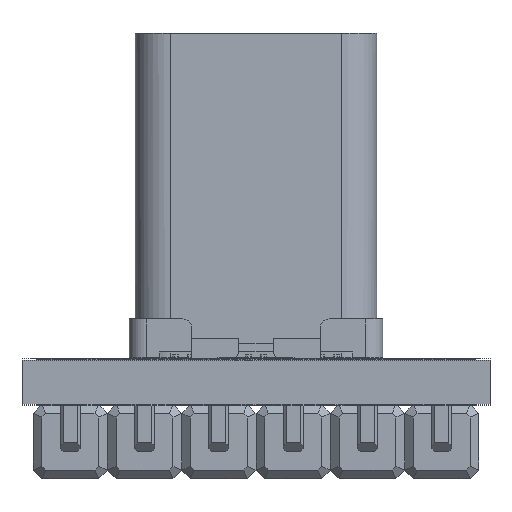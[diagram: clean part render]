
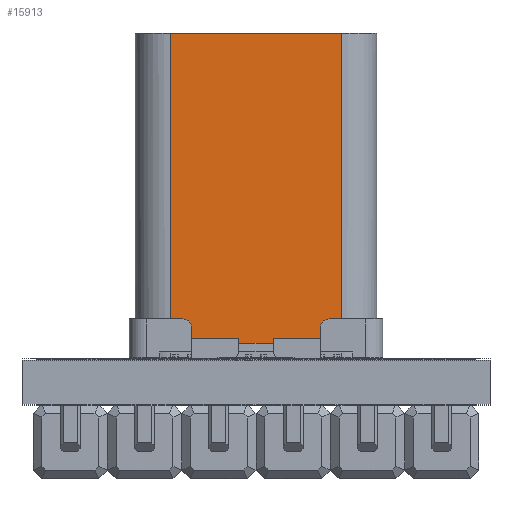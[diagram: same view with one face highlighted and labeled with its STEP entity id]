
A CAD part, left-side view. The second image highlights one B-rep face of the part: STEP entity #15913.
In plain terms, the highlighted face is planar.
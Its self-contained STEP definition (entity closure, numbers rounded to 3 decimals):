
#14165 = VERTEX_POINT('',#14166);
#14166 = CARTESIAN_POINT('',(-1.7,-1.2,0.5));
#14172 = EDGE_CURVE('',#14173,#14165,#14175,.T.);
#14173 = VERTEX_POINT('',#14174);
#14174 = CARTESIAN_POINT('',(-1.1,-1.2,0.5));
#14175 = LINE('',#14176,#14177);
#14176 = CARTESIAN_POINT('',(2.925,-1.2,0.5));
#14177 = VECTOR('',#14178,1.);
#14178 = DIRECTION('',(-1.,0.,0.));
#14209 = VERTEX_POINT('',#14210);
#14210 = CARTESIAN_POINT('',(1.1,-1.2,0.5));
#14216 = EDGE_CURVE('',#14217,#14209,#14219,.T.);
#14217 = VERTEX_POINT('',#14218);
#14218 = CARTESIAN_POINT('',(1.7,-1.2,0.5));
#14219 = LINE('',#14220,#14221);
#14220 = CARTESIAN_POINT('',(2.925,-1.2,0.5));
#14221 = VECTOR('',#14222,1.);
#14222 = DIRECTION('',(-1.,0.,0.));
#14258 = VERTEX_POINT('',#14259);
#14259 = CARTESIAN_POINT('',(-0.6,-1.2,0.5));
#14265 = EDGE_CURVE('',#14266,#14258,#14268,.T.);
#14266 = VERTEX_POINT('',#14267);
#14267 = CARTESIAN_POINT('',(0.6,-1.2,0.5));
#14268 = LINE('',#14269,#14270);
#14269 = CARTESIAN_POINT('',(2.925,-1.2,0.5));
#14270 = VECTOR('',#14271,1.);
#14271 = DIRECTION('',(-1.,0.,0.));
#14296 = VERTEX_POINT('',#14297);
#14297 = CARTESIAN_POINT('',(2.2,-1.2,0.5));
#14303 = EDGE_CURVE('',#14304,#14296,#14306,.T.);
#14304 = VERTEX_POINT('',#14305);
#14305 = CARTESIAN_POINT('',(2.925,-1.2,0.5));
#14306 = LINE('',#14307,#14308);
#14307 = CARTESIAN_POINT('',(2.925,-1.2,0.5));
#14308 = VECTOR('',#14309,1.);
#14309 = DIRECTION('',(-1.,0.,0.));
#14354 = VERTEX_POINT('',#14355);
#14355 = CARTESIAN_POINT('',(-2.925,-1.2,0.5));
#14362 = EDGE_CURVE('',#14363,#14354,#14365,.T.);
#14363 = VERTEX_POINT('',#14364);
#14364 = CARTESIAN_POINT('',(-2.2,-1.2,0.5));
#14365 = LINE('',#14366,#14367);
#14366 = CARTESIAN_POINT('',(2.925,-1.2,0.5));
#14367 = VECTOR('',#14368,1.);
#14368 = DIRECTION('',(-1.,0.,0.));
#14620 = EDGE_CURVE('',#14621,#14258,#14623,.T.);
#14621 = VERTEX_POINT('',#14622);
#14622 = CARTESIAN_POINT('',(-0.6,-1.2,0.65));
#14623 = LINE('',#14624,#14625);
#14624 = CARTESIAN_POINT('',(-0.6,-1.2,0.5));
#14625 = VECTOR('',#14626,1.);
#14626 = DIRECTION('',(0.,0.,-1.));
#15337 = VERTEX_POINT('',#15338);
#15338 = CARTESIAN_POINT('',(-1.1,-1.2,0.65));
#15344 = EDGE_CURVE('',#14173,#15337,#15345,.T.);
#15345 = LINE('',#15346,#15347);
#15346 = CARTESIAN_POINT('',(-1.1,-1.2,0.5));
#15347 = VECTOR('',#15348,1.);
#15348 = DIRECTION('',(0.,0.,1.));
#15390 = VERTEX_POINT('',#15391);
#15391 = CARTESIAN_POINT('',(-2.2,-1.2,0.65));
#15397 = EDGE_CURVE('',#14363,#15390,#15398,.T.);
#15398 = LINE('',#15399,#15400);
#15399 = CARTESIAN_POINT('',(-2.2,-1.2,0.5));
#15400 = VECTOR('',#15401,1.);
#15401 = DIRECTION('',(0.,0.,1.));
#15414 = EDGE_CURVE('',#15415,#14165,#15417,.T.);
#15415 = VERTEX_POINT('',#15416);
#15416 = CARTESIAN_POINT('',(-1.7,-1.2,0.65));
#15417 = LINE('',#15418,#15419);
#15418 = CARTESIAN_POINT('',(-1.7,-1.2,0.5));
#15419 = VECTOR('',#15420,1.);
#15420 = DIRECTION('',(0.,0.,-1.));
#15438 = EDGE_CURVE('',#15390,#15415,#15439,.T.);
#15439 = LINE('',#15440,#15441);
#15440 = CARTESIAN_POINT('',(-2.163,-1.2,0.65));
#15441 = VECTOR('',#15442,1.);
#15442 = DIRECTION('',(1.,0.,0.));
#15447 = EDGE_CURVE('',#15337,#14621,#15448,.T.);
#15448 = LINE('',#15449,#15450);
#15449 = CARTESIAN_POINT('',(-2.163,-1.2,0.65));
#15450 = VECTOR('',#15451,1.);
#15451 = DIRECTION('',(1.,0.,0.));
#15473 = VERTEX_POINT('',#15474);
#15474 = CARTESIAN_POINT('',(0.6,-1.2,0.65));
#15480 = EDGE_CURVE('',#14266,#15473,#15481,.T.);
#15481 = LINE('',#15482,#15483);
#15482 = CARTESIAN_POINT('',(0.6,-1.2,0.5));
#15483 = VECTOR('',#15484,1.);
#15484 = DIRECTION('',(0.,0.,1.));
#15497 = EDGE_CURVE('',#15498,#14209,#15500,.T.);
#15498 = VERTEX_POINT('',#15499);
#15499 = CARTESIAN_POINT('',(1.1,-1.2,0.65));
#15500 = LINE('',#15501,#15502);
#15501 = CARTESIAN_POINT('',(1.1,-1.2,0.5));
#15502 = VECTOR('',#15503,1.);
#15503 = DIRECTION('',(0.,0.,-1.));
#15556 = VERTEX_POINT('',#15557);
#15557 = CARTESIAN_POINT('',(1.7,-1.2,0.65));
#15563 = EDGE_CURVE('',#14217,#15556,#15564,.T.);
#15564 = LINE('',#15565,#15566);
#15565 = CARTESIAN_POINT('',(1.7,-1.2,0.5));
#15566 = VECTOR('',#15567,1.);
#15567 = DIRECTION('',(0.,0.,1.));
#15580 = EDGE_CURVE('',#15581,#14296,#15583,.T.);
#15581 = VERTEX_POINT('',#15582);
#15582 = CARTESIAN_POINT('',(2.2,-1.2,0.65));
#15583 = LINE('',#15584,#15585);
#15584 = CARTESIAN_POINT('',(2.2,-1.2,0.5));
#15585 = VECTOR('',#15586,1.);
#15586 = DIRECTION('',(0.,0.,-1.));
#15634 = EDGE_CURVE('',#15556,#15581,#15635,.T.);
#15635 = LINE('',#15636,#15637);
#15636 = CARTESIAN_POINT('',(-0.763,-1.2,0.65));
#15637 = VECTOR('',#15638,1.);
#15638 = DIRECTION('',(1.,0.,0.));
#15643 = EDGE_CURVE('',#15473,#15498,#15644,.T.);
#15644 = LINE('',#15645,#15646);
#15645 = CARTESIAN_POINT('',(-0.763,-1.2,0.65));
#15646 = VECTOR('',#15647,1.);
#15647 = DIRECTION('',(1.,0.,0.));
#15913 = ADVANCED_FACE('',(#15914),#15955,.T.);
#15914 = FACE_BOUND('',#15915,.T.);
#15915 = EDGE_LOOP('',(#15916,#15917,#15918,#15919,#15920,#15921,#15922,
    #15923,#15924,#15925,#15926,#15934,#15942,#15948,#15949,#15950,
    #15951,#15952,#15953,#15954));
#15916 = ORIENTED_EDGE('',*,*,#14620,.T.);
#15917 = ORIENTED_EDGE('',*,*,#14265,.F.);
#15918 = ORIENTED_EDGE('',*,*,#15480,.T.);
#15919 = ORIENTED_EDGE('',*,*,#15643,.T.);
#15920 = ORIENTED_EDGE('',*,*,#15497,.T.);
#15921 = ORIENTED_EDGE('',*,*,#14216,.F.);
#15922 = ORIENTED_EDGE('',*,*,#15563,.T.);
#15923 = ORIENTED_EDGE('',*,*,#15634,.T.);
#15924 = ORIENTED_EDGE('',*,*,#15580,.T.);
#15925 = ORIENTED_EDGE('',*,*,#14303,.F.);
#15926 = ORIENTED_EDGE('',*,*,#15927,.T.);
#15927 = EDGE_CURVE('',#14304,#15928,#15930,.T.);
#15928 = VERTEX_POINT('',#15929);
#15929 = CARTESIAN_POINT('',(2.925,-1.2,11.1));
#15930 = LINE('',#15931,#15932);
#15931 = CARTESIAN_POINT('',(2.925,-1.2,0.5));
#15932 = VECTOR('',#15933,1.);
#15933 = DIRECTION('',(0.,0.,1.));
#15934 = ORIENTED_EDGE('',*,*,#15935,.F.);
#15935 = EDGE_CURVE('',#15936,#15928,#15938,.T.);
#15936 = VERTEX_POINT('',#15937);
#15937 = CARTESIAN_POINT('',(-2.925,-1.2,11.1));
#15938 = LINE('',#15939,#15940);
#15939 = CARTESIAN_POINT('',(2.925,-1.2,11.1));
#15940 = VECTOR('',#15941,1.);
#15941 = DIRECTION('',(1.,0.,0.));
#15942 = ORIENTED_EDGE('',*,*,#15943,.F.);
#15943 = EDGE_CURVE('',#14354,#15936,#15944,.T.);
#15944 = LINE('',#15945,#15946);
#15945 = CARTESIAN_POINT('',(-2.925,-1.2,0.5));
#15946 = VECTOR('',#15947,1.);
#15947 = DIRECTION('',(0.,0.,1.));
#15948 = ORIENTED_EDGE('',*,*,#14362,.F.);
#15949 = ORIENTED_EDGE('',*,*,#15397,.T.);
#15950 = ORIENTED_EDGE('',*,*,#15438,.T.);
#15951 = ORIENTED_EDGE('',*,*,#15414,.T.);
#15952 = ORIENTED_EDGE('',*,*,#14172,.F.);
#15953 = ORIENTED_EDGE('',*,*,#15344,.T.);
#15954 = ORIENTED_EDGE('',*,*,#15447,.T.);
#15955 = PLANE('',#15956);
#15956 = AXIS2_PLACEMENT_3D('',#15957,#15958,#15959);
#15957 = CARTESIAN_POINT('',(-2.925,-1.2,0.5));
#15958 = DIRECTION('',(0.,-1.,0.));
#15959 = DIRECTION('',(1.,0.,0.));
